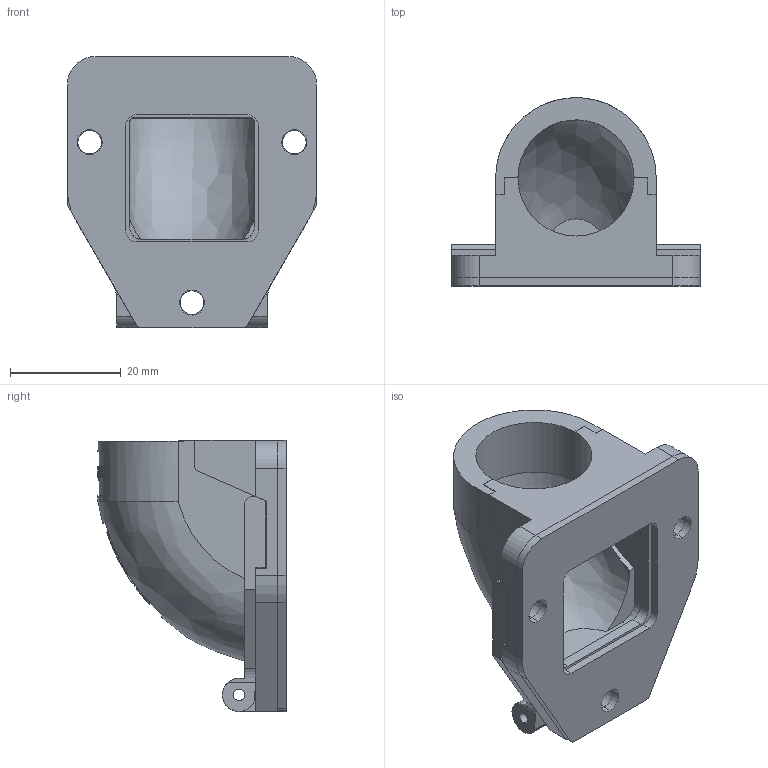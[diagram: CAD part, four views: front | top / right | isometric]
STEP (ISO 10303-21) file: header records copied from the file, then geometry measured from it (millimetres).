
FILE_DESCRIPTION(('STEP AP242'),'1');
FILE_NAME('31413.stp','2020-06-02T07:56:51',('TraceParts'),('TraceParts S.A.'),'Spatial InterOp 3D',' ',' ');
FILE_SCHEMA(('AP242_MANAGED_MODEL_BASED_3D_ENGINEERING_MIM_LF {1 0 10303 442 1 1 4}'));
Length unit declared in the file: millimetre
Products named in the file (1): 31413_1
Bounding box: 45 x 34 x 49 mm (x, y, z)
Volume: 16535.4 mm3; surface area: 14991.9 mm2
Topology: 3 solids, 3 shells, 497 faces, 1344 edges, 890 vertices
Faces by surface type: plane 221, bspline 142, cylinder 90, cone 44
Entity records: 29185 total; most frequent: CARTESIAN_POINT 17744, ORIENTED_EDGE 2688, DIRECTION 1846, EDGE_CURVE 1344, VERTEX_POINT 890, AXIS2_PLACEMENT_3D 633, LINE 580, VECTOR 580
